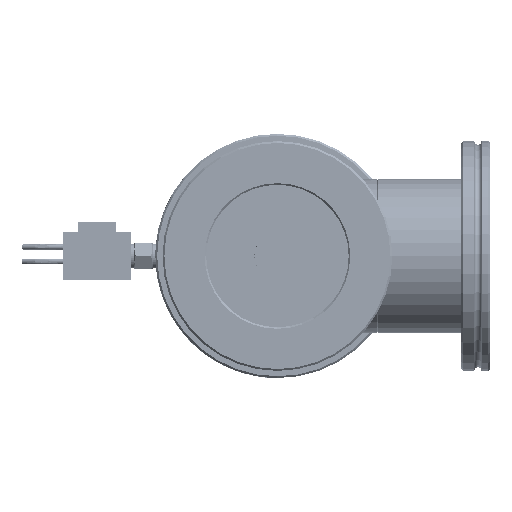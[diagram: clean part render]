
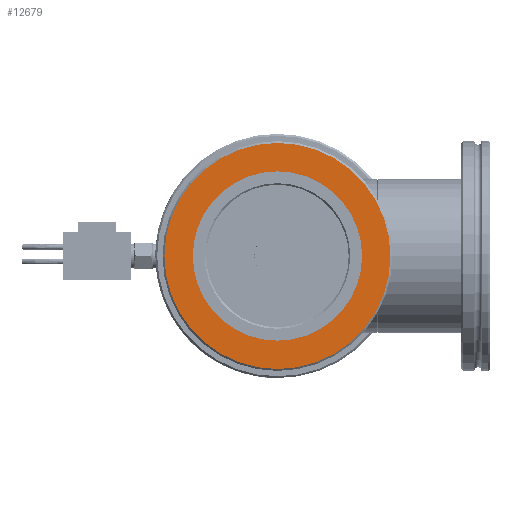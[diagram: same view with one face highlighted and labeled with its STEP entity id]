
A CAD part, front view. The second image highlights one B-rep face of the part: STEP entity #12679.
In plain terms, the highlighted planar face has unit normal (0, -1, 0).
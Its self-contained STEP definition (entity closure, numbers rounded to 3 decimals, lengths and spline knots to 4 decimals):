
#50 = DIRECTION ( 'NONE',  ( 1., 0., 0. ) ) ;
#114 = EDGE_LOOP ( 'NONE', ( #55452, #20346 ) ) ;
#1335 = VERTEX_POINT ( 'NONE', #49238 ) ;
#3606 = CARTESIAN_POINT ( 'NONE',  ( 1.378, -4.016, 0. ) ) ;
#12679 = ADVANCED_FACE ( 'NONE', ( #31858, #30431 ), #51930, .T. ) ;
#14013 = AXIS2_PLACEMENT_3D ( 'NONE', #19959, #19613, #57311 ) ;
#14215 = VERTEX_POINT ( 'NONE', #68076 ) ;
#14366 = DIRECTION ( 'NONE',  ( 0., -1., 0. ) ) ;
#14734 = ORIENTED_EDGE ( 'NONE', *, *, #20031, .T. ) ;
#15363 = CIRCLE ( 'NONE', #51362, 1.84 ) ;
#15975 = CARTESIAN_POINT ( 'NONE',  ( 0., -4.016, 0. ) ) ;
#17517 = ORIENTED_EDGE ( 'NONE', *, *, #46805, .T. ) ;
#19613 = DIRECTION ( 'NONE',  ( 0., -1., 0. ) ) ;
#19959 = CARTESIAN_POINT ( 'NONE',  ( 0., -4.016, 0. ) ) ;
#20031 = EDGE_CURVE ( 'NONE', #14215, #53532, #22021, .T. ) ;
#20346 = ORIENTED_EDGE ( 'NONE', *, *, #40773, .F. ) ;
#22021 = CIRCLE ( 'NONE', #27671, 1.84 ) ;
#22954 = DIRECTION ( 'NONE',  ( 0., -1., 0. ) ) ;
#23313 = AXIS2_PLACEMENT_3D ( 'NONE', #15975, #58946, #50 ) ;
#27671 = AXIS2_PLACEMENT_3D ( 'NONE', #62622, #14366, #57676 ) ;
#30074 = CARTESIAN_POINT ( 'NONE',  ( -1.84, -4.016, 0. ) ) ;
#30431 = FACE_BOUND ( 'NONE', #114, .T. ) ;
#30782 = DIRECTION ( 'NONE',  ( 1., 0., 0. ) ) ;
#31858 = FACE_OUTER_BOUND ( 'NONE', #64682, .T. ) ;
#32035 = CIRCLE ( 'NONE', #14013, 1.378 ) ;
#40773 = EDGE_CURVE ( 'NONE', #1335, #69493, #32035, .T. ) ;
#45164 = CARTESIAN_POINT ( 'NONE',  ( 0., -4.016, 0. ) ) ;
#46660 = DIRECTION ( 'NONE',  ( 0., -1., 0. ) ) ;
#46805 = EDGE_CURVE ( 'NONE', #53532, #14215, #15363, .T. ) ;
#49238 = CARTESIAN_POINT ( 'NONE',  ( -1.378, -4.016, 0. ) ) ;
#51177 = AXIS2_PLACEMENT_3D ( 'NONE', #3606, #46660, #30782 ) ;
#51362 = AXIS2_PLACEMENT_3D ( 'NONE', #45164, #22954, #66650 ) ;
#51930 = PLANE ( 'NONE',  #51177 ) ;
#53532 = VERTEX_POINT ( 'NONE', #30074 ) ;
#53703 = CIRCLE ( 'NONE', #23313, 1.378 ) ;
#55452 = ORIENTED_EDGE ( 'NONE', *, *, #67872, .F. ) ;
#57311 = DIRECTION ( 'NONE',  ( 1., 0., 0. ) ) ;
#57676 = DIRECTION ( 'NONE',  ( 1., 0., 0. ) ) ;
#58946 = DIRECTION ( 'NONE',  ( 0., -1., 0. ) ) ;
#62622 = CARTESIAN_POINT ( 'NONE',  ( 0., -4.016, 0. ) ) ;
#64682 = EDGE_LOOP ( 'NONE', ( #17517, #14734 ) ) ;
#66650 = DIRECTION ( 'NONE',  ( 1., 0., 0. ) ) ;
#67712 = CARTESIAN_POINT ( 'NONE',  ( 1.378, -4.016, 0. ) ) ;
#67872 = EDGE_CURVE ( 'NONE', #69493, #1335, #53703, .T. ) ;
#68076 = CARTESIAN_POINT ( 'NONE',  ( 1.84, -4.016, 0. ) ) ;
#69493 = VERTEX_POINT ( 'NONE', #67712 ) ;
